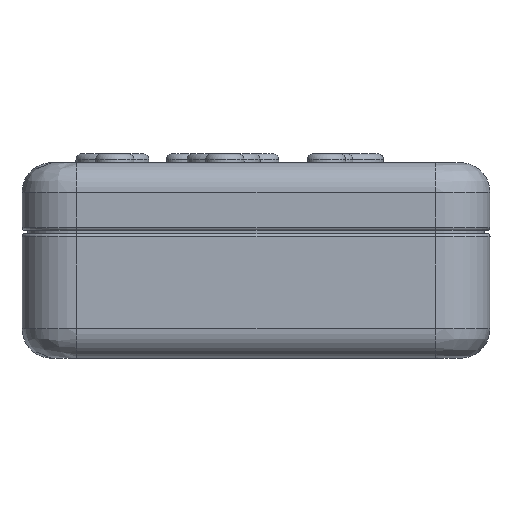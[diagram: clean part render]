
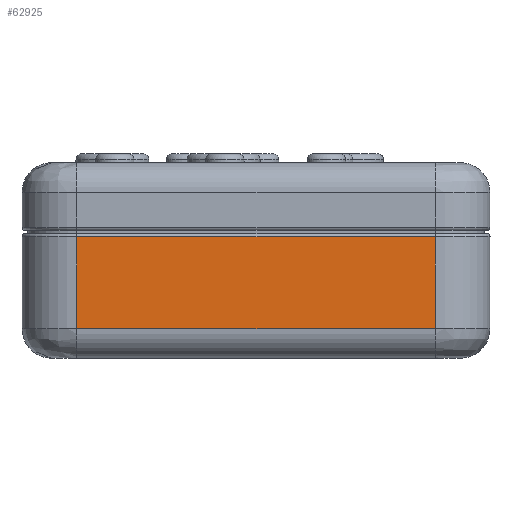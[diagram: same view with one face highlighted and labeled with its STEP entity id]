
A CAD part, front view. The second image highlights one B-rep face of the part: STEP entity #62925.
In plain terms, the highlighted planar face has unit normal (0, -1, 0).
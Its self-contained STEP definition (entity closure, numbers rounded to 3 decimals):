
#6905=FACE_OUTER_BOUND('',#10627,.T.);
#10627=EDGE_LOOP('',(#53384,#53385,#53386,#53387));
#17030=LINE('',#106775,#23459);
#17038=LINE('',#106810,#23467);
#17039=LINE('',#106814,#23468);
#17040=LINE('',#106815,#23469);
#23459=VECTOR('',#83250,10.);
#23467=VECTOR('',#83290,10.);
#23468=VECTOR('',#83295,10.);
#23469=VECTOR('',#83296,10.);
#28984=VERTEX_POINT('',#106769);
#28985=VERTEX_POINT('',#106773);
#28996=VERTEX_POINT('',#106809);
#28997=VERTEX_POINT('',#106813);
#37322=EDGE_CURVE('',#28985,#28984,#17030,.T.);
#37339=EDGE_CURVE('',#28984,#28996,#17038,.T.);
#37341=EDGE_CURVE('',#28985,#28997,#17039,.T.);
#37342=EDGE_CURVE('',#28996,#28997,#17040,.T.);
#53384=ORIENTED_EDGE('',*,*,#37322,.F.);
#53385=ORIENTED_EDGE('',*,*,#37341,.T.);
#53386=ORIENTED_EDGE('',*,*,#37342,.F.);
#53387=ORIENTED_EDGE('',*,*,#37339,.F.);
#59280=PLANE('',#67948);
#62925=ADVANCED_FACE('',(#6905),#59280,.T.);
#67948=AXIS2_PLACEMENT_3D('',#106812,#83293,#83294);
#83250=DIRECTION('',(1.,0.,0.));
#83290=DIRECTION('',(0.,0.,-1.));
#83293=DIRECTION('center_axis',(0.,-1.,0.));
#83294=DIRECTION('ref_axis',(-1.,0.,0.));
#83295=DIRECTION('',(0.,0.,-1.));
#83296=DIRECTION('',(-1.,0.,0.));
#106769=CARTESIAN_POINT('',(30.268,-61.,0.5));
#106773=CARTESIAN_POINT('',(-30.268,-61.,0.5));
#106775=CARTESIAN_POINT('',(15.134,-61.,0.5));
#106809=CARTESIAN_POINT('',(30.268,-61.,-15.));
#106810=CARTESIAN_POINT('',(30.268,-61.,0.));
#106812=CARTESIAN_POINT('Origin',(30.268,-61.,0.));
#106813=CARTESIAN_POINT('',(-30.268,-61.,-15.));
#106814=CARTESIAN_POINT('',(-30.268,-61.,0.));
#106815=CARTESIAN_POINT('',(15.134,-61.,-15.));
